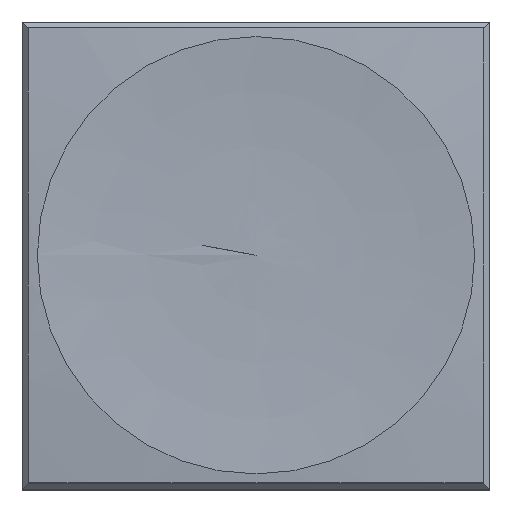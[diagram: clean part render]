
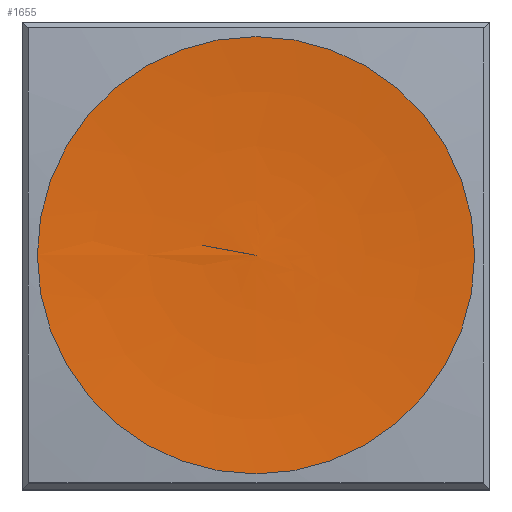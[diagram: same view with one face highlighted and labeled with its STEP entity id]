
A CAD part, top view. The second image highlights one B-rep face of the part: STEP entity #1655.
In plain terms, the highlighted free-form (B-spline) face has degree [2, 2] with [3, 9] control points.
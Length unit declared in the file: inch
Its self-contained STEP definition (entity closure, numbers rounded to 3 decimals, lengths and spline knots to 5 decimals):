
#1609=CARTESIAN_POINT('',(0.,0.,0.72075));
#1610=CARTESIAN_POINT('',(-0.14204,0.,0.71615));
#1611=CARTESIAN_POINT('',(-0.28363,0.,0.72837));
#1612=CARTESIAN_POINT('',(0.,0.,0.72075));
#1613=CARTESIAN_POINT('',(-0.14204,0.14204,0.71615));
#1614=CARTESIAN_POINT('',(-0.28363,0.28363,0.72837));
#1615=CARTESIAN_POINT('',(0.,0.,0.72075));
#1616=CARTESIAN_POINT('',(0.,0.14204,0.71615));
#1617=CARTESIAN_POINT('',(0.,0.28363,0.72837));
#1618=CARTESIAN_POINT('',(0.,0.,0.72075));
#1619=CARTESIAN_POINT('',(0.14204,0.14204,0.71615));
#1620=CARTESIAN_POINT('',(0.28363,0.28363,0.72837));
#1621=CARTESIAN_POINT('',(0.,0.,0.72075));
#1622=CARTESIAN_POINT('',(0.14204,0.,0.71615));
#1623=CARTESIAN_POINT('',(0.28363,0.,0.72837));
#1624=CARTESIAN_POINT('',(0.,0.,0.72075));
#1625=CARTESIAN_POINT('',(0.14204,-0.14204,0.71615));
#1626=CARTESIAN_POINT('',(0.28363,-0.28363,0.72837));
#1627=CARTESIAN_POINT('',(0.,0.,0.72075));
#1628=CARTESIAN_POINT('',(0.,-0.14204,0.71615));
#1629=CARTESIAN_POINT('',(0.,-0.28363,0.72837));
#1630=CARTESIAN_POINT('',(0.,0.,0.72075));
#1631=CARTESIAN_POINT('',(-0.14204,-0.14204,0.71615));
#1632=CARTESIAN_POINT('',(-0.28363,-0.28363,0.72837));
#1633=CARTESIAN_POINT('',(0.,0.,0.72075));
#1634=CARTESIAN_POINT('',(-0.14204,0.,0.71615));
#1635=CARTESIAN_POINT('',(-0.28363,0.,0.72837));
#1643=(BOUNDED_SURFACE()B_SPLINE_SURFACE(2,2,((#1609,#1612,#1615,#1618,#1621,#1624,#1627,#1630,#1633),(#1610,#1613,#1616,#1619,#1622,#1625,#1628,#1631,#1634),(#1611,#1614,#1617,#1620,#1623,#1626,#1629,#1632,#1635)),.UNSPECIFIED.,.F.,.T.,.U.)B_SPLINE_SURFACE_WITH_KNOTS((3,3),(3,2,2,2,3),(-1.60318,-1.48471),(0.0,1.5708,3.14159,4.71239,6.28319),.UNSPECIFIED.)GEOMETRIC_REPRESENTATION_ITEM()RATIONAL_B_SPLINE_SURFACE(((1.0,0.707,1.0,0.707,1.0,0.707,1.0,0.707,1.0),(0.998,0.706,0.998,0.706,0.998,0.706,0.998,0.706,0.998),(1.0,0.707,1.0,0.707,1.0,0.707,1.0,0.707,1.0)))REPRESENTATION_ITEM('')SURFACE());
#1644=CARTESIAN_POINT('',(0.,-0.28363,0.72837));
#1645=VERTEX_POINT('',#1644);
#1646=CARTESIAN_POINT('',(0.,0.,0.72837));
#1647=DIRECTION('',(0.0,0.0,-1.0));
#1648=DIRECTION('',(0.0,-1.0,0.0));
#1649=AXIS2_PLACEMENT_3D('',#1646,#1647,#1648);
#1650=CIRCLE('',#1649,0.28363);
#1651=EDGE_CURVE('',#1645,#1645,#1650,.T.);
#1652=ORIENTED_EDGE('',*,*,#1651,.F.);
#1653=EDGE_LOOP('',(#1652));
#1654=FACE_OUTER_BOUND('',#1653,.T.);
#1655=ADVANCED_FACE('',(#1654),#1643,.F.);
